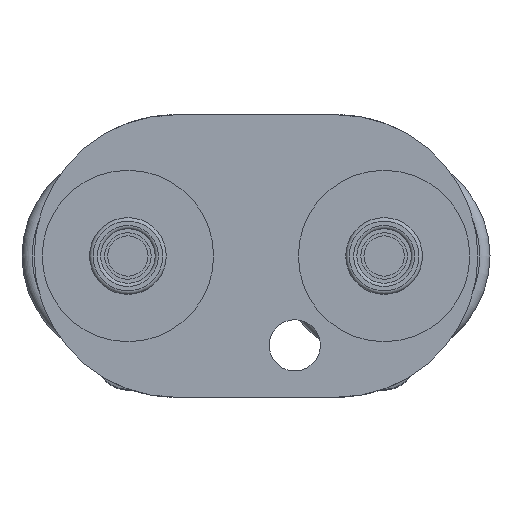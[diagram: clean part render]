
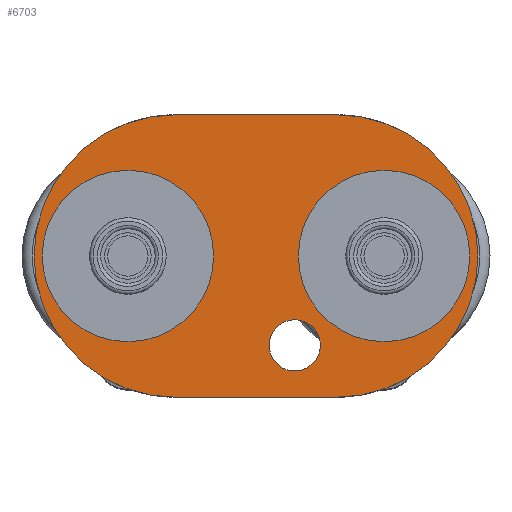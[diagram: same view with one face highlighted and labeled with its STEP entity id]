
A CAD part, left-side view. The second image highlights one B-rep face of the part: STEP entity #6703.
In plain terms, the highlighted planar face has unit normal (-1, 0, 0).
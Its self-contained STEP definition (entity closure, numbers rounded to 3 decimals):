
#246=LINE('',#10423,#680);
#247=LINE('',#10426,#681);
#680=VECTOR('',#8250,1000.);
#681=VECTOR('',#8253,1000.);
#1223=FACE_BOUND('',#1897,.T.);
#1224=FACE_BOUND('',#1898,.T.);
#1225=FACE_BOUND('',#1899,.T.);
#1283=PLANE('',#7222);
#1462=FACE_OUTER_BOUND('',#1896,.T.);
#1896=EDGE_LOOP('',(#4649,#4650,#4651,#4652));
#1897=EDGE_LOOP('',(#4653));
#1898=EDGE_LOOP('',(#4654));
#1899=EDGE_LOOP('',(#4655));
#2381=CIRCLE('',#7178,4.25);
#2386=CIRCLE('',#7185,1.27);
#2399=CIRCLE('',#7204,4.25);
#2412=CIRCLE('',#7223,7.);
#2413=CIRCLE('',#7224,7.);
#2853=VERTEX_POINT('',#10296);
#2859=VERTEX_POINT('',#10311);
#2871=VERTEX_POINT('',#10348);
#2900=VERTEX_POINT('',#10419);
#2901=VERTEX_POINT('',#10420);
#2902=VERTEX_POINT('',#10422);
#2903=VERTEX_POINT('',#10424);
#3511=EDGE_CURVE('',#2853,#2853,#2381,.T.);
#3518=EDGE_CURVE('',#2859,#2859,#2386,.T.);
#3537=EDGE_CURVE('',#2871,#2871,#2399,.T.);
#3572=EDGE_CURVE('',#2900,#2901,#2412,.T.);
#3573=EDGE_CURVE('',#2901,#2902,#246,.T.);
#3574=EDGE_CURVE('',#2902,#2903,#2413,.T.);
#3575=EDGE_CURVE('',#2900,#2903,#247,.T.);
#4649=ORIENTED_EDGE('',*,*,#3572,.T.);
#4650=ORIENTED_EDGE('',*,*,#3573,.T.);
#4651=ORIENTED_EDGE('',*,*,#3574,.T.);
#4652=ORIENTED_EDGE('',*,*,#3575,.F.);
#4653=ORIENTED_EDGE('',*,*,#3537,.T.);
#4654=ORIENTED_EDGE('',*,*,#3511,.F.);
#4655=ORIENTED_EDGE('',*,*,#3518,.F.);
#6703=ADVANCED_FACE('',(#1462,#1223,#1224,#1225),#1283,.T.);
#7178=AXIS2_PLACEMENT_3D('',#10298,#8128,#8129);
#7185=AXIS2_PLACEMENT_3D('',#10313,#8144,#8145);
#7204=AXIS2_PLACEMENT_3D('',#10350,#8188,#8189);
#7222=AXIS2_PLACEMENT_3D('',#10418,#8246,#8247);
#7223=AXIS2_PLACEMENT_3D('',#10421,#8248,#8249);
#7224=AXIS2_PLACEMENT_3D('',#10425,#8251,#8252);
#8128=DIRECTION('center_axis',(-1.,0.,0.));
#8129=DIRECTION('ref_axis',(0.,0.,1.));
#8144=DIRECTION('center_axis',(-1.,0.,0.));
#8145=DIRECTION('ref_axis',(0.,0.,-1.));
#8188=DIRECTION('center_axis',(1.,0.,0.));
#8189=DIRECTION('ref_axis',(0.,0.,1.));
#8246=DIRECTION('center_axis',(-1.,0.,0.));
#8247=DIRECTION('ref_axis',(0.,0.,1.));
#8248=DIRECTION('center_axis',(-1.,0.,0.));
#8249=DIRECTION('ref_axis',(0.,0.,1.));
#8250=DIRECTION('',(0.,-1.,0.));
#8251=DIRECTION('center_axis',(-1.,0.,0.));
#8252=DIRECTION('ref_axis',(0.,0.,1.));
#8253=DIRECTION('',(0.,-1.,0.));
#10296=CARTESIAN_POINT('',(-25.9,-6.35,4.25));
#10298=CARTESIAN_POINT('Origin',(-25.9,-6.35,0.));
#10311=CARTESIAN_POINT('',(-25.9,-1.92,-3.16));
#10313=CARTESIAN_POINT('Origin',(-25.9,-1.92,-4.43));
#10348=CARTESIAN_POINT('',(-25.9,6.35,-4.25));
#10350=CARTESIAN_POINT('Origin',(-25.9,6.35,0.));
#10418=CARTESIAN_POINT('Origin',(-25.9,0.65,0.));
#10419=CARTESIAN_POINT('',(-25.9,4.,7.));
#10420=CARTESIAN_POINT('',(-25.9,4.,-7.));
#10421=CARTESIAN_POINT('Origin',(-25.9,4.,0.));
#10422=CARTESIAN_POINT('',(-25.9,-4.,-7.));
#10423=CARTESIAN_POINT('',(-25.9,0.65,-7.));
#10424=CARTESIAN_POINT('',(-25.9,-4.,7.));
#10425=CARTESIAN_POINT('Origin',(-25.9,-4.,0.));
#10426=CARTESIAN_POINT('',(-25.9,0.65,7.));
